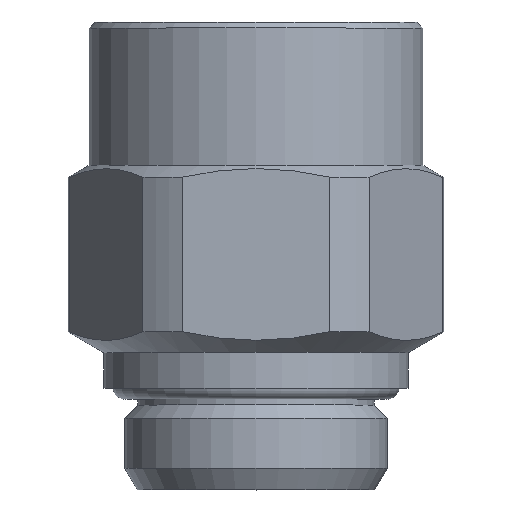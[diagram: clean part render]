
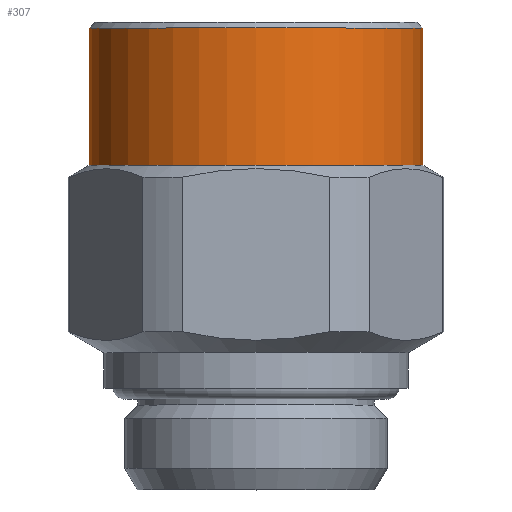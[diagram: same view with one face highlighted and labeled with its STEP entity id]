
A CAD part, top view. The second image highlights one B-rep face of the part: STEP entity #307.
In plain terms, the highlighted cylindrical face has radius 14 mm (diameter 28 mm), a full revolution.
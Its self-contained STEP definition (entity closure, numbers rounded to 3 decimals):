
#307 = ADVANCED_FACE( 'NONE', ( #743, #744 ), #745, .T. );
#743 = FACE_OUTER_BOUND( '', #2021, .T. );
#744 = FACE_OUTER_BOUND( '', #2022, .T. );
#745 = CYLINDRICAL_SURFACE( '', #2023, 14. );
#2021 = EDGE_LOOP( '', ( #4313 ) );
#2022 = EDGE_LOOP( '', ( #4314 ) );
#2023 = AXIS2_PLACEMENT_3D( '', #4315, #4316, #4317 );
#4313 = ORIENTED_EDGE( '', *, *, #5605, .F. );
#4314 = ORIENTED_EDGE( '', *, *, #5585, .T. );
#4315 = CARTESIAN_POINT( '', ( 0., 0., 0. ) );
#4316 = DIRECTION( '', ( 0., 1., 0. ) );
#4317 = DIRECTION( '', ( 0., 0., -1. ) );
#5585 = EDGE_CURVE( 'NONE', #6375, #6375, #6376, .T. );
#5605 = EDGE_CURVE( 'NONE', #6409, #6409, #6410, .T. );
#6375 = VERTEX_POINT( '', #8166 );
#6376 = CIRCLE( '', #8167, 14. );
#6409 = VERTEX_POINT( '', #8260 );
#6410 = CIRCLE( '', #8261, 14. );
#8166 = CARTESIAN_POINT( '', ( 0., 38.7, -14. ) );
#8167 = AXIS2_PLACEMENT_3D( '', #10479, #10480, #10481 );
#8260 = CARTESIAN_POINT( '', ( 0., 27.2, -14. ) );
#8261 = AXIS2_PLACEMENT_3D( '', #10491, #10492, #10493 );
#10479 = CARTESIAN_POINT( '', ( 0., 38.7, 0. ) );
#10480 = DIRECTION( '', ( 0., -1., 0. ) );
#10481 = DIRECTION( '', ( 0., 0., -1. ) );
#10491 = CARTESIAN_POINT( '', ( 0., 27.2, 0. ) );
#10492 = DIRECTION( '', ( 0., -1., 0. ) );
#10493 = DIRECTION( '', ( 0., 0., -1. ) );
